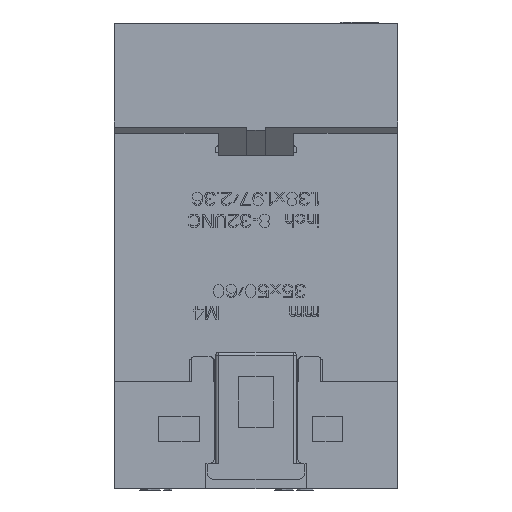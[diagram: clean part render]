
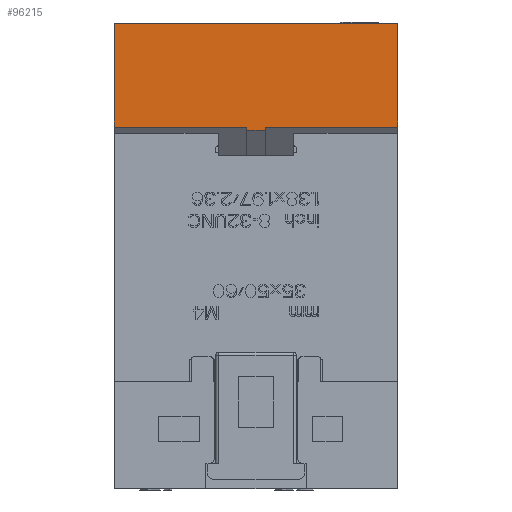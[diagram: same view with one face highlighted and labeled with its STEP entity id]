
A CAD part, front view. The second image highlights one B-rep face of the part: STEP entity #96215.
In plain terms, the highlighted planar face has unit normal (0, -1, 0).
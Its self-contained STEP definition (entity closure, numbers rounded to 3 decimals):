
#5992=DIRECTION('',(0.,0.,1.));
#5993=VECTOR('',#5992,16.2);
#5994=CARTESIAN_POINT('',(22.5,-35.,20.5));
#5995=LINE('',#5994,#5993);
#23232=DIRECTION('',(1.,0.,0.));
#23233=VECTOR('',#23232,21.);
#23234=CARTESIAN_POINT('',(-22.5,-35.,20.5));
#23235=LINE('',#23234,#23233);
#23240=CARTESIAN_POINT('',(22.2,-35.,36.7));
#23241=DIRECTION('',(0.,-1.,0.));
#23242=DIRECTION('',(1.,0.,0.));
#23243=AXIS2_PLACEMENT_3D('',#23240,#23241,#23242);
#23245=DIRECTION('',(0.,0.,1.));
#23246=VECTOR('',#23245,16.2);
#23247=CARTESIAN_POINT('',(-22.5,-35.,20.5));
#23248=LINE('',#23247,#23246);
#23249=CARTESIAN_POINT('',(-22.2,-35.,36.7));
#23250=DIRECTION('',(0.,-1.,0.));
#23251=DIRECTION('',(0.,0.,1.));
#23252=AXIS2_PLACEMENT_3D('',#23249,#23250,#23251);
#23266=DIRECTION('',(1.,0.,0.));
#23267=VECTOR('',#23266,44.4);
#23268=CARTESIAN_POINT('',(-22.2,-35.,37.));
#23269=LINE('',#23268,#23267);
#23723=DIRECTION('',(1.,0.,0.));
#23724=VECTOR('',#23723,21.);
#23725=CARTESIAN_POINT('',(1.5,-35.,20.5));
#23726=LINE('',#23725,#23724);
#23771=DIRECTION('',(0.,0.,-1.));
#23772=VECTOR('',#23771,0.472);
#23773=CARTESIAN_POINT('',(-1.5,-35.,20.5));
#23774=LINE('',#23773,#23772);
#23783=DIRECTION('',(1.,0.,0.));
#23784=VECTOR('',#23783,3.);
#23785=CARTESIAN_POINT('',(-1.5,-35.,20.028));
#23786=LINE('',#23785,#23784);
#23795=DIRECTION('',(0.,0.,-1.));
#23796=VECTOR('',#23795,0.472);
#23797=CARTESIAN_POINT('',(1.5,-35.,20.5));
#23798=LINE('',#23797,#23796);
#52385=CARTESIAN_POINT('',(-1.5,-35.,20.028));
#52387=VERTEX_POINT('',#52385);
#52389=CARTESIAN_POINT('',(1.5,-35.,20.028));
#52391=VERTEX_POINT('',#52389);
#52394=CARTESIAN_POINT('',(-1.5,-35.,20.5));
#52396=VERTEX_POINT('',#52394);
#52399=CARTESIAN_POINT('',(1.5,-35.,20.5));
#52400=VERTEX_POINT('',#52399);
#52401=CARTESIAN_POINT('',(22.5,-35.,20.5));
#52403=VERTEX_POINT('',#52401);
#52408=CARTESIAN_POINT('',(-22.5,-35.,20.5));
#52410=VERTEX_POINT('',#52408);
#52865=CARTESIAN_POINT('',(-22.2,-35.,37.));
#52866=VERTEX_POINT('',#52865);
#52867=CARTESIAN_POINT('',(-22.5,-35.,36.7));
#52868=VERTEX_POINT('',#52867);
#52889=CARTESIAN_POINT('',(22.5,-35.,36.7));
#52890=CARTESIAN_POINT('',(22.2,-35.,37.));
#52891=VERTEX_POINT('',#52889);
#52892=VERTEX_POINT('',#52890);
#96191=CARTESIAN_POINT('',(-22.5,-35.,-37.));
#96192=DIRECTION('',(0.,-1.,0.));
#96193=DIRECTION('',(1.,0.,0.));
#96194=AXIS2_PLACEMENT_3D('',#96191,#96192,#96193);
#96195=PLANE('',#96194);
#96197=ORIENTED_EDGE('',*,*,#96196,.F.);
#96198=ORIENTED_EDGE('',*,*,#72817,.F.);
#96200=ORIENTED_EDGE('',*,*,#96199,.F.);
#96202=ORIENTED_EDGE('',*,*,#96201,.T.);
#96204=ORIENTED_EDGE('',*,*,#96203,.F.);
#96206=ORIENTED_EDGE('',*,*,#96205,.F.);
#96207=ORIENTED_EDGE('',*,*,#96182,.F.);
#96208=ORIENTED_EDGE('',*,*,#79718,.T.);
#96210=ORIENTED_EDGE('',*,*,#96209,.F.);
#96212=ORIENTED_EDGE('',*,*,#96211,.T.);
#96213=EDGE_LOOP('',(#96197,#96198,#96200,#96202,#96204,#96206,#96207,#96208,
#96210,#96212));
#96214=FACE_OUTER_BOUND('',#96213,.F.);
#96215=ADVANCED_FACE('',(#96214),#96195,.T.);
#23244=CIRCLE('',#23243,0.3);
#23253=CIRCLE('',#23252,0.3);
#72817=EDGE_CURVE('',#52403,#52891,#5995,.T.);
#79718=EDGE_CURVE('',#52410,#52868,#23248,.T.);
#96182=EDGE_CURVE('',#52410,#52396,#23235,.T.);
#96196=EDGE_CURVE('',#52891,#52892,#23244,.T.);
#96199=EDGE_CURVE('',#52400,#52403,#23726,.T.);
#96201=EDGE_CURVE('',#52400,#52391,#23798,.T.);
#96203=EDGE_CURVE('',#52387,#52391,#23786,.T.);
#96205=EDGE_CURVE('',#52396,#52387,#23774,.T.);
#96209=EDGE_CURVE('',#52866,#52868,#23253,.T.);
#96211=EDGE_CURVE('',#52866,#52892,#23269,.T.);
